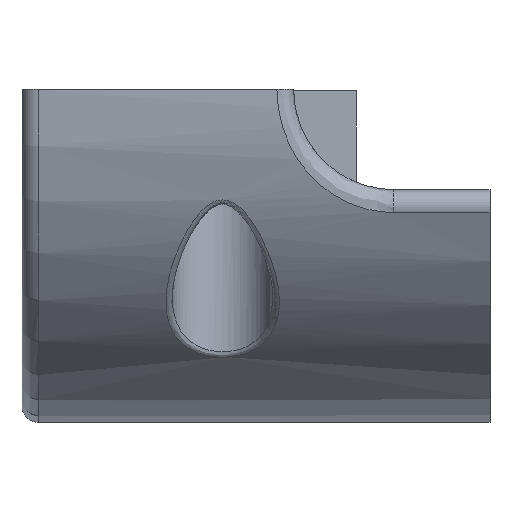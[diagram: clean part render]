
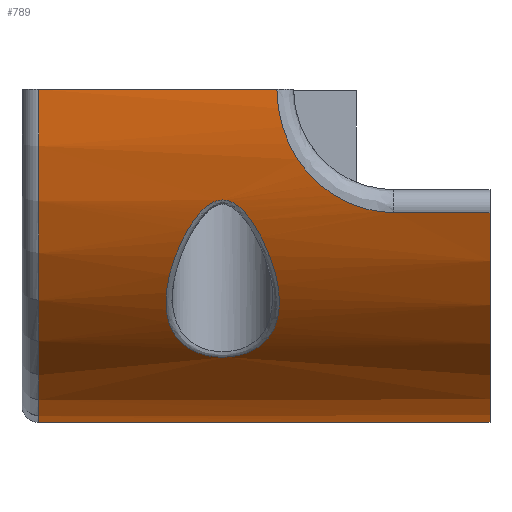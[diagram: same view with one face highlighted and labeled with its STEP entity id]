
A CAD part, top view. The second image highlights one B-rep face of the part: STEP entity #789.
In plain terms, the highlighted cylindrical face has radius 19.916 mm (diameter 39.832 mm), a partial arc.
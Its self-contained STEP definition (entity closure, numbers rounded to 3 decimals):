
#26=FACE_BOUND('',#125,.T.);
#38=B_SPLINE_CURVE_WITH_KNOTS('',3,(#1230,#1231,#1232,#1233,#1234),
 .UNSPECIFIED.,.F.,.F.,(4,1,4),(0.,0.146,
0.34),.UNSPECIFIED.);
#43=B_SPLINE_CURVE_WITH_KNOTS('',3,(#1292,#1293,#1294,#1295,#1296,#1297),
 .UNSPECIFIED.,.F.,.F.,(4,1,1,4),(0.214,0.531,0.848,
1.324),.UNSPECIFIED.);
#44=B_SPLINE_CURVE_WITH_KNOTS('',3,(#1299,#1300,#1301,#1302,#1303,#1304,
#1305,#1306,#1307,#1308,#1309,#1310,#1311,#1312,#1313,#1314,#1315,#1316,
#1317,#1318,#1319),.UNSPECIFIED.,.T.,.F.,(4,1,1,1,1,1,1,1,1,1,1,1,1,1,1,
1,1,1,4),(-2.385,-2.342,-2.299,-2.214,
-2.044,-1.703,-1.533,-1.363,
-1.249,-1.136,-1.022,-0.908,
-0.795,-0.681,-0.341,-0.17,
-0.085,-0.043,0.),.UNSPECIFIED.);
#77=FACE_OUTER_BOUND('',#124,.T.);
#124=EDGE_LOOP('',(#568,#569,#570,#571,#572,#573,#574));
#125=EDGE_LOOP('',(#575));
#178=LINE('',#1180,#240);
#180=LINE('',#1201,#242);
#181=LINE('',#1291,#243);
#240=VECTOR('',#943,10.);
#242=VECTOR('',#953,10.);
#243=VECTOR('',#966,10.);
#304=CIRCLE('',#845,19.916);
#306=CIRCLE('',#848,19.916);
#344=VERTEX_POINT('',#1177);
#345=VERTEX_POINT('',#1179);
#347=VERTEX_POINT('',#1194);
#350=VERTEX_POINT('',#1199);
#351=VERTEX_POINT('',#1222);
#356=VERTEX_POINT('',#1288);
#357=VERTEX_POINT('',#1290);
#358=VERTEX_POINT('',#1298);
#425=EDGE_CURVE('',#344,#345,#178,.T.);
#431=EDGE_CURVE('',#350,#347,#180,.T.);
#434=EDGE_CURVE('',#347,#351,#38,.T.);
#438=EDGE_CURVE('',#351,#344,#304,.T.);
#441=EDGE_CURVE('',#356,#350,#306,.T.);
#442=EDGE_CURVE('',#357,#356,#181,.T.);
#443=EDGE_CURVE('',#345,#357,#43,.T.);
#444=EDGE_CURVE('',#358,#358,#44,.T.);
#568=ORIENTED_EDGE('',*,*,#434,.F.);
#569=ORIENTED_EDGE('',*,*,#431,.F.);
#570=ORIENTED_EDGE('',*,*,#441,.F.);
#571=ORIENTED_EDGE('',*,*,#442,.F.);
#572=ORIENTED_EDGE('',*,*,#443,.F.);
#573=ORIENTED_EDGE('',*,*,#425,.F.);
#574=ORIENTED_EDGE('',*,*,#438,.F.);
#575=ORIENTED_EDGE('',*,*,#444,.F.);
#764=CYLINDRICAL_SURFACE('',#847,19.916);
#789=ADVANCED_FACE('',(#77,#26),#764,.T.);
#845=AXIS2_PLACEMENT_3D('',#1280,#958,#959);
#847=AXIS2_PLACEMENT_3D('',#1287,#962,#963);
#848=AXIS2_PLACEMENT_3D('',#1289,#964,#965);
#943=DIRECTION('',(1.,0.,0.));
#953=DIRECTION('',(-1.,0.,0.));
#958=DIRECTION('center_axis',(-1.,0.,0.));
#959=DIRECTION('ref_axis',(0.,-0.965,0.262));
#962=DIRECTION('center_axis',(1.,0.,0.));
#963=DIRECTION('ref_axis',(0.,-0.933,0.361));
#964=DIRECTION('center_axis',(1.,0.,0.));
#965=DIRECTION('ref_axis',(0.,1.,0.));
#966=DIRECTION('',(1.,0.,0.));
#1177=CARTESIAN_POINT('',(19.4,0.,19.916));
#1179=CARTESIAN_POINT('',(33.65,0.,19.916));
#1180=CARTESIAN_POINT('',(18.4,0.,19.916));
#1194=CARTESIAN_POINT('',(22.4,-14.362,-13.798));
#1199=CARTESIAN_POINT('',(46.4,-14.362,-13.798));
#1201=CARTESIAN_POINT('',(18.4,-14.362,-13.798));
#1222=CARTESIAN_POINT('',(19.4,-13.409,-14.725));
#1230=CARTESIAN_POINT('Ctrl Pts',(22.4,-14.362,-13.798));
#1231=CARTESIAN_POINT('Ctrl Pts',(21.915,-14.362,-13.798));
#1232=CARTESIAN_POINT('Ctrl Pts',(20.786,-14.198,-13.971));
#1233=CARTESIAN_POINT('Ctrl Pts',(19.854,-13.734,-14.43));
#1234=CARTESIAN_POINT('Ctrl Pts',(19.4,-13.409,-14.725));
#1280=CARTESIAN_POINT('Origin',(19.4,0.,0.));
#1287=CARTESIAN_POINT('Origin',(18.4,0.,0.));
#1288=CARTESIAN_POINT('',(46.4,-7.37,18.502));
#1289=CARTESIAN_POINT('Origin',(46.4,0.,0.));
#1290=CARTESIAN_POINT('',(40.65,-7.37,18.502));
#1291=CARTESIAN_POINT('',(18.4,-7.37,18.502));
#1292=CARTESIAN_POINT('Ctrl Pts',(33.65,0.,19.916));
#1293=CARTESIAN_POINT('Ctrl Pts',(33.65,-1.113,19.916));
#1294=CARTESIAN_POINT('Ctrl Pts',(34.146,-3.329,19.72));
#1295=CARTESIAN_POINT('Ctrl Pts',(36.463,-6.386,18.933));
#1296=CARTESIAN_POINT('Ctrl Pts',(39.065,-7.37,18.502));
#1297=CARTESIAN_POINT('Ctrl Pts',(40.65,-7.37,18.502));
#1298=CARTESIAN_POINT('',(30.4,-6.615,18.785));
#1299=CARTESIAN_POINT('Ctrl Pts',(30.4,-6.615,18.785));
#1300=CARTESIAN_POINT('Ctrl Pts',(30.226,-6.615,18.785));
#1301=CARTESIAN_POINT('Ctrl Pts',(29.88,-6.698,18.756));
#1302=CARTESIAN_POINT('Ctrl Pts',(29.297,-7.076,18.619));
#1303=CARTESIAN_POINT('Ctrl Pts',(28.512,-7.977,18.265));
#1304=CARTESIAN_POINT('Ctrl Pts',(27.436,-10.005,17.312));
#1305=CARTESIAN_POINT('Ctrl Pts',(26.82,-12.369,15.727));
#1306=CARTESIAN_POINT('Ctrl Pts',(27.219,-14.444,13.765));
#1307=CARTESIAN_POINT('Ctrl Pts',(28.213,-15.53,12.489));
#1308=CARTESIAN_POINT('Ctrl Pts',(29.679,-16.027,11.823));
#1309=CARTESIAN_POINT('Ctrl Pts',(31.121,-16.028,11.823));
#1310=CARTESIAN_POINT('Ctrl Pts',(32.376,-15.603,12.39));
#1311=CARTESIAN_POINT('Ctrl Pts',(33.227,-14.863,13.278));
#1312=CARTESIAN_POINT('Ctrl Pts',(33.69,-13.928,14.259));
#1313=CARTESIAN_POINT('Ctrl Pts',(33.93,-12.173,15.858));
#1314=CARTESIAN_POINT('Ctrl Pts',(33.364,-10.006,17.311));
#1315=CARTESIAN_POINT('Ctrl Pts',(32.288,-7.977,18.265));
#1316=CARTESIAN_POINT('Ctrl Pts',(31.503,-7.076,18.619));
#1317=CARTESIAN_POINT('Ctrl Pts',(30.92,-6.698,18.756));
#1318=CARTESIAN_POINT('Ctrl Pts',(30.574,-6.615,18.785));
#1319=CARTESIAN_POINT('Ctrl Pts',(30.4,-6.615,18.785));
